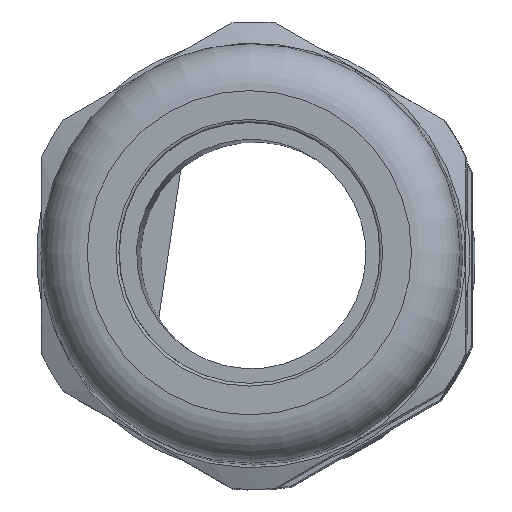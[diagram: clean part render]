
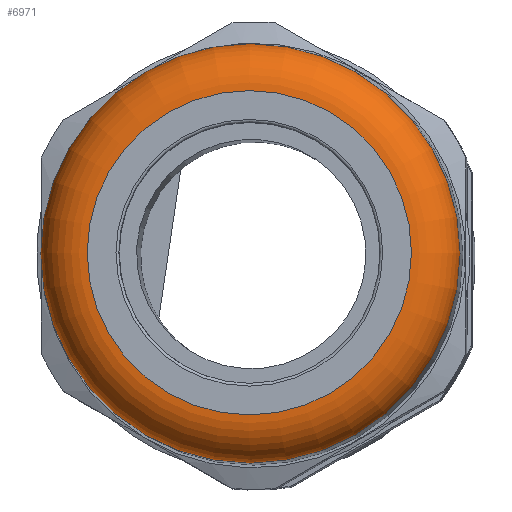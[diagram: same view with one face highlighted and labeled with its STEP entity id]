
A CAD part, left-side view. The second image highlights one B-rep face of the part: STEP entity #6971.
In plain terms, the highlighted toroidal (fillet/blend) face has major radius 11.455 mm and minor radius 3.35 mm.
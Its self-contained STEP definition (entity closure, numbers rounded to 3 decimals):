
#1305=FACE_BOUND('',#2225,.T.);
#1743=FACE_OUTER_BOUND('',#2224,.T.);
#2224=EDGE_LOOP('',(#6463));
#2225=EDGE_LOOP('',(#6464));
#2735=CIRCLE('',#7909,11.455);
#2763=CIRCLE('',#7965,14.805);
#3351=VERTEX_POINT('',#17501);
#3397=VERTEX_POINT('',#17693);
#4352=EDGE_CURVE('',#3351,#3351,#2735,.T.);
#4422=EDGE_CURVE('',#3397,#3397,#2763,.T.);
#6463=ORIENTED_EDGE('',*,*,#4422,.F.);
#6464=ORIENTED_EDGE('',*,*,#4352,.T.);
#6536=TOROIDAL_SURFACE('',#7964,11.455,3.35);
#6971=ADVANCED_FACE('',(#1743,#1305),#6536,.T.);
#7909=AXIS2_PLACEMENT_3D('',#17502,#10045,#10046);
#7964=AXIS2_PLACEMENT_3D('',#17692,#10173,#10174);
#7965=AXIS2_PLACEMENT_3D('',#17694,#10175,#10176);
#10045=DIRECTION('center_axis',(1.,0.,0.));
#10046=DIRECTION('ref_axis',(0.,0.,-1.));
#10173=DIRECTION('center_axis',(1.,0.,0.));
#10174=DIRECTION('ref_axis',(0.,0.,-1.));
#10175=DIRECTION('center_axis',(1.,0.,0.));
#10176=DIRECTION('ref_axis',(0.,0.,-1.));
#17501=CARTESIAN_POINT('',(-20.71,11.455,0.));
#17502=CARTESIAN_POINT('Origin',(-20.71,0.,0.));
#17692=CARTESIAN_POINT('Origin',(-17.36,0.,0.));
#17693=CARTESIAN_POINT('',(-17.36,14.805,0.));
#17694=CARTESIAN_POINT('Origin',(-17.36,0.,0.));
